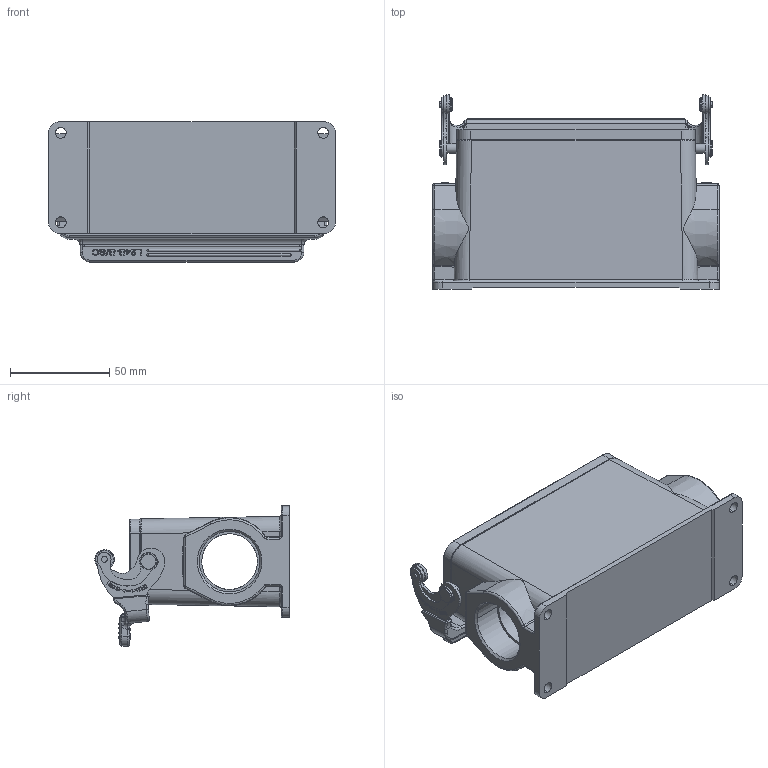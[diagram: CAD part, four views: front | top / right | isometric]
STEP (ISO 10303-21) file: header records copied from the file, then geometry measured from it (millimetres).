
FILE_DESCRIPTION(/* description */ (''),/* implementation_level */ '2;1');
FILE_NAME(/* name */ '3D_1110242215024_H24B-SFH-1L_SC-2M32_V1.1.stp',/* time_stamp */ '2024-02-05T14:33:06+08:00',/* author */ (''),/* organization */ (''),/* preprocessor_version */ 'ST-DEVELOPER v18.1',/* originating_system */ 'SIEMENS PLM Software NX 1980',/* authorisation */ '');
FILE_SCHEMA (('MODEL_BASED_INTEGRATED_MANUFACTURING_SCHEMA'));
Length unit declared in the file: millimetre
Products named in the file (1): 3D_1110242215032_H24B-SFH-1L_SC-2PG29_V1.1_stp
Bounding box: 144 x 97.77 x 70.48 mm (x, y, z)
Volume: 197146.9 mm3; surface area: 81299.6 mm2
Topology: 1 solids, 17 shells, 1236 faces, 3254 edges, 2119 vertices
Faces by surface type: plane 543, cylinder 507, torus 64, cone 38, bspline 35, extrusion 34, sphere 15
Entity records: 45114 total; most frequent: CARTESIAN_POINT 13635, ORIENTED_EDGE 6466, DIRECTION 5072, EDGE_CURVE 3233, VERTEX_POINT 2118, AXIS2_PLACEMENT_3D 1819, VECTOR 1434, LINE 1400
